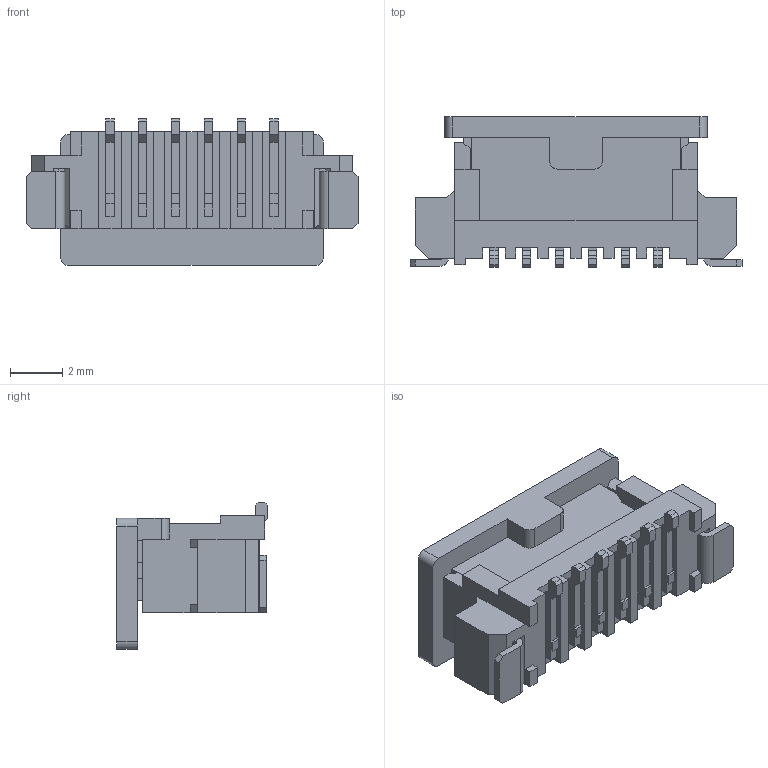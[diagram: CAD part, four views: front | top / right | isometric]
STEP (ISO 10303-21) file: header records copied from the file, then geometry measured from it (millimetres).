
FILE_DESCRIPTION(('STEP AP242'),'1');
FILE_NAME('533980667.stp','2021-07-09T10:10:14',('TraceParts'),('TraceParts S.A.'),'Spatial InterOp 3D',' ',' ');
FILE_SCHEMA(('AP242_MANAGED_MODEL_BASED_3D_ENGINEERING_MIM_LF {1 0 10303 442 1 1 4}'));
Length unit declared in the file: millimetre
Products named in the file (1): 533980667
Bounding box: 12.65 x 5.75 x 5.6 mm (x, y, z)
Volume: 161.4 mm3; surface area: 563.3 mm2
Topology: 1 solids, 7 shells, 397 faces, 1127 edges, 746 vertices
Faces by surface type: plane 383, cylinder 14
Entity records: 12676 total; most frequent: CARTESIAN_POINT 2299, ORIENTED_EDGE 2254, DIRECTION 1943, EDGE_CURVE 1127, LINE 1091, VECTOR 1091, VERTEX_POINT 746, AXIS2_PLACEMENT_3D 426
